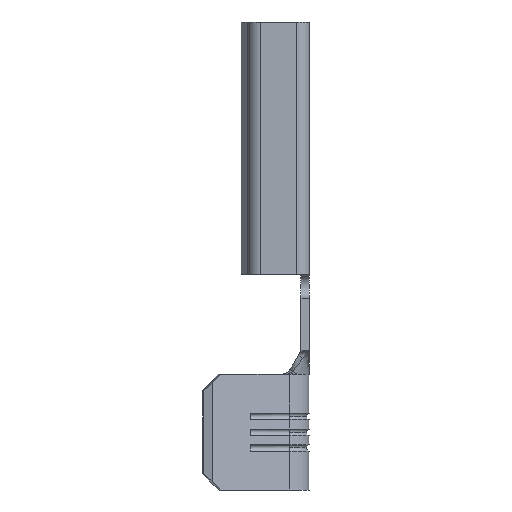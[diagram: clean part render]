
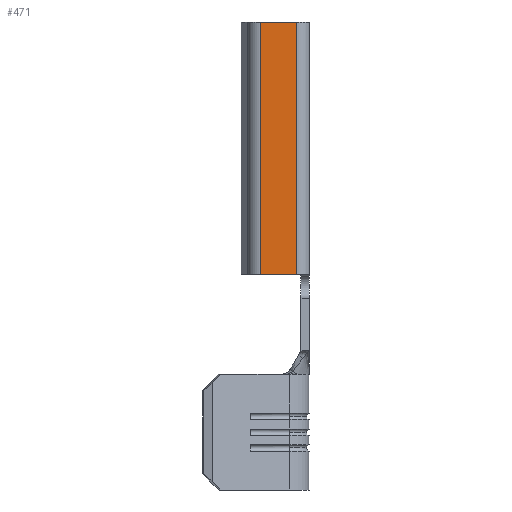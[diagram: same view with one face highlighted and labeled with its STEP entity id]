
A CAD part, left-side view. The second image highlights one B-rep face of the part: STEP entity #471.
In plain terms, the highlighted planar face has unit normal (-1, 0, 0).
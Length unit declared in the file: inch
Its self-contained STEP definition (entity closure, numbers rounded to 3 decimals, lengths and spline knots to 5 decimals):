
#296 = CARTESIAN_POINT ( 'NONE',  ( -0.137, -0.028, 0.41 ) ) ;
#300 = DIRECTION ( 'NONE',  ( 0., 0., -1. ) ) ;
#405 = PLANE ( 'NONE',  #4531 ) ;
#407 = VERTEX_POINT ( 'NONE', #1564 ) ;
#471 = ADVANCED_FACE ( 'NONE', ( #3781 ), #405, .F. ) ;
#591 = EDGE_CURVE ( 'NONE', #4048, #756, #2852, .T. ) ;
#597 = DIRECTION ( 'NONE',  ( 0., -1., 0. ) ) ;
#756 = VERTEX_POINT ( 'NONE', #3808 ) ;
#762 = EDGE_CURVE ( 'NONE', #756, #4470, #4647, .T. ) ;
#769 = VECTOR ( 'NONE', #1271, 39.37008 ) ;
#810 = DIRECTION ( 'NONE',  ( 0., 1., 0. ) ) ;
#909 = CARTESIAN_POINT ( 'NONE',  ( -0.137, 0.0405, 0.89 ) ) ;
#927 = EDGE_CURVE ( 'NONE', #407, #4470, #1902, .T. ) ;
#1069 = VECTOR ( 'NONE', #300, 39.37008 ) ;
#1271 = DIRECTION ( 'NONE',  ( 0., -1., 0. ) ) ;
#1451 = ORIENTED_EDGE ( 'NONE', *, *, #762, .T. ) ;
#1504 = CARTESIAN_POINT ( 'NONE',  ( -0.137, 0.0405, 0.89 ) ) ;
#1564 = CARTESIAN_POINT ( 'NONE',  ( -0.137, -0.028, 0.89 ) ) ;
#1737 = EDGE_CURVE ( 'NONE', #4048, #407, #4533, .T. ) ;
#1759 = CARTESIAN_POINT ( 'NONE',  ( -0.137, 0.0405, 0.89 ) ) ;
#1774 = VECTOR ( 'NONE', #3102, 39.37008 ) ;
#1902 = LINE ( 'NONE', #3013, #1774 ) ;
#2321 = EDGE_LOOP ( 'NONE', ( #1451, #3456, #4492, #4600 ) ) ;
#2384 = CARTESIAN_POINT ( 'NONE',  ( -0.137, 0.0405, 0.41 ) ) ;
#2791 = VECTOR ( 'NONE', #597, 39.37008 ) ;
#2852 = LINE ( 'NONE', #1759, #1069 ) ;
#2942 = DIRECTION ( 'NONE',  ( 1., 0., 0. ) ) ;
#3013 = CARTESIAN_POINT ( 'NONE',  ( -0.137, -0.028, 0.89 ) ) ;
#3102 = DIRECTION ( 'NONE',  ( 0., 0., -1. ) ) ;
#3456 = ORIENTED_EDGE ( 'NONE', *, *, #927, .F. ) ;
#3781 = FACE_OUTER_BOUND ( 'NONE', #2321, .T. ) ;
#3794 = CARTESIAN_POINT ( 'NONE',  ( -0.137, 0.0405, 0.89 ) ) ;
#3808 = CARTESIAN_POINT ( 'NONE',  ( -0.137, 0.0405, 0.41 ) ) ;
#4048 = VERTEX_POINT ( 'NONE', #3794 ) ;
#4470 = VERTEX_POINT ( 'NONE', #296 ) ;
#4492 = ORIENTED_EDGE ( 'NONE', *, *, #1737, .F. ) ;
#4531 = AXIS2_PLACEMENT_3D ( 'NONE', #1504, #2942, #810 ) ;
#4533 = LINE ( 'NONE', #909, #769 ) ;
#4600 = ORIENTED_EDGE ( 'NONE', *, *, #591, .T. ) ;
#4647 = LINE ( 'NONE', #2384, #2791 ) ;
